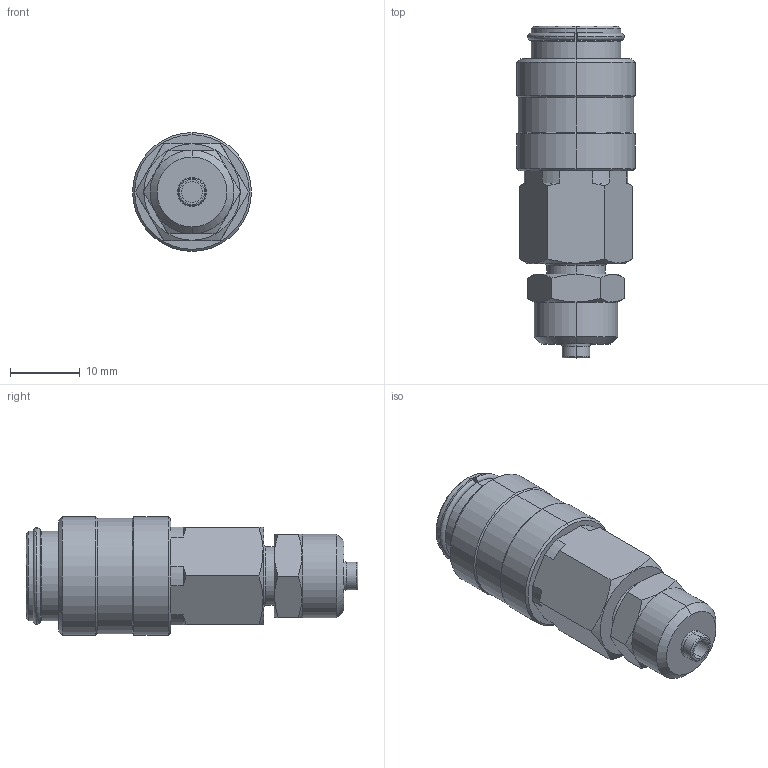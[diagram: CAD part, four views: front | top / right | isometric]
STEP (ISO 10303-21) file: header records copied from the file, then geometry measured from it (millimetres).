
FILE_DESCRIPTION (( 'STEP AP203' ), '1' );
FILE_NAME ('07210530.STEP', '2011-07-13T13:48:45', ( 'SP' ), ( 'sopra-pneumatic' ), 'SwSTEP 2.0', 'SolidWorks 2011', '' );
FILE_SCHEMA (( 'CONFIG_CONTROL_DESIGN' ));
Length unit declared in the file: millimetre
Products named in the file (1): 07210530
Bounding box: 17 x 47.5 x 17 mm (x, y, z)
Volume: 7242.9 mm3; surface area: 3052.5 mm2
Topology: 2 solids, 2 shells, 97 faces, 214 edges, 130 vertices
Faces by surface type: cone 34, cylinder 28, plane 25, torus 10
Entity records: 2903 total; most frequent: CARTESIAN_POINT 698, DIRECTION 462, ORIENTED_EDGE 428, EDGE_CURVE 214, AXIS2_PLACEMENT_3D 194, VERTEX_POINT 130, EDGE_LOOP 106, ADVANCED_FACE 97
